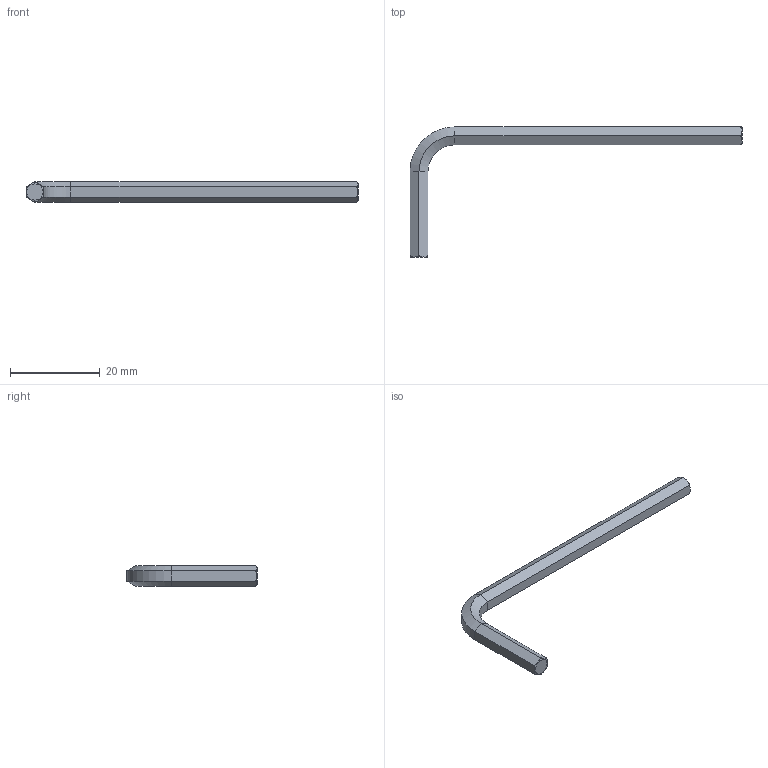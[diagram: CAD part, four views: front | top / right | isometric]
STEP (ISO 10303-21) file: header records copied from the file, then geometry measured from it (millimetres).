
FILE_DESCRIPTION(/* description */ (''),/* implementation_level */ '2;1');
FILE_NAME(/* name */ 'Allen 4 mm.stp',/* time_stamp */ '2025-12-16T16:18:03+02:00',/* author */ ('hazem'),/* organization */ (''),/* preprocessor_version */ 'ST-DEVELOPER v20',/* originating_system */ 'Autodesk Inventor 2025',/* authorisation */ '');
FILE_SCHEMA (('AUTOMOTIVE_DESIGN { 1 0 10303 214 3 1 1 }'));
Length unit declared in the file: millimetre
Products named in the file (1): Allen 5 mm
Bounding box: 74 x 29 x 4.61 mm (x, y, z)
Volume: 1317.3 mm3; surface area: 1346.2 mm2
Topology: 1 solids, 1 shells, 22 faces, 46 edges, 26 vertices
Faces by surface type: plane 14, cone 4, torus 2, cylinder 2
Entity records: 803 total; most frequent: CARTESIAN_POINT 311, ORIENTED_EDGE 92, DIRECTION 90, EDGE_CURVE 46, AXIS2_PLACEMENT_3D 33, VERTEX_POINT 26, LINE 24, VECTOR 24
